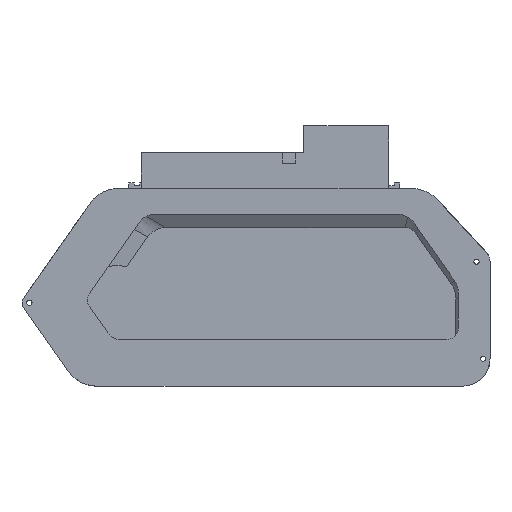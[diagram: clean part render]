
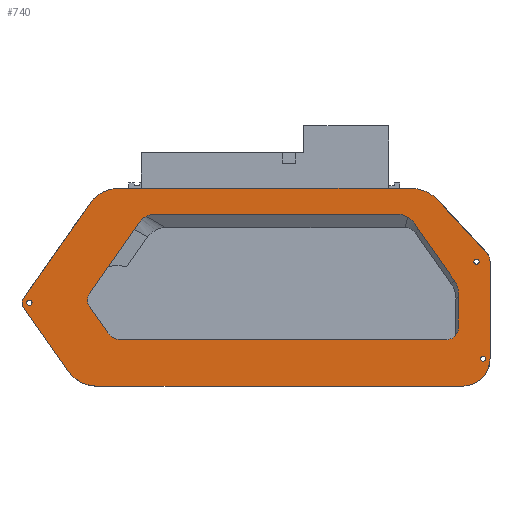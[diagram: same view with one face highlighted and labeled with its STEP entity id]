
A CAD part, front view. The second image highlights one B-rep face of the part: STEP entity #740.
In plain terms, the highlighted planar face has unit normal (0, -1, 0).
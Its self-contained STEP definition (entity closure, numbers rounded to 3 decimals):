
#80 = VERTEX_POINT('',#81);
#81 = CARTESIAN_POINT('',(36.261,-12.6,3.25));
#167 = VERTEX_POINT('',#168);
#168 = CARTESIAN_POINT('',(-30.897,-12.6,3.25));
#174 = EDGE_CURVE('',#80,#167,#175,.T.);
#175 = LINE('',#176,#177);
#176 = CARTESIAN_POINT('',(18.13,-12.6,3.25));
#177 = VECTOR('',#178,1.);
#178 = DIRECTION('',(-1.,0.,0.));
#573 = VERTEX_POINT('',#574);
#574 = CARTESIAN_POINT('',(42.346,-12.6,0.595));
#580 = EDGE_CURVE('',#80,#573,#581,.T.);
#581 = CIRCLE('',#582,8.3);
#582 = AXIS2_PLACEMENT_3D('',#583,#584,#585);
#583 = CARTESIAN_POINT('',(36.261,-12.6,-5.05));
#584 = DIRECTION('',(0.,1.,0.));
#585 = DIRECTION('',(1.,0.,0.));
#740 = ADVANCED_FACE('',(#741,#828,#839,#943,#954),#965,.T.);
#741 = FACE_BOUND('',#742,.T.);
#742 = EDGE_LOOP('',(#743,#752,#760,#769,#777,#786,#794,#803,#811,#820,
    #826,#827));
#743 = ORIENTED_EDGE('',*,*,#744,.F.);
#744 = EDGE_CURVE('',#745,#167,#747,.T.);
#745 = VERTEX_POINT('',#746);
#746 = CARTESIAN_POINT('',(-37.45,-12.6,-0.161));
#747 = CIRCLE('',#748,8.);
#748 = AXIS2_PLACEMENT_3D('',#749,#750,#751);
#749 = CARTESIAN_POINT('',(-30.897,-12.6,-4.75));
#750 = DIRECTION('',(0.,1.,0.));
#751 = DIRECTION('',(1.,0.,0.));
#752 = ORIENTED_EDGE('',*,*,#753,.T.);
#753 = EDGE_CURVE('',#745,#754,#756,.T.);
#754 = VERTEX_POINT('',#755);
#755 = CARTESIAN_POINT('',(-52.773,-12.6,-22.045));
#756 = LINE('',#757,#758);
#757 = CARTESIAN_POINT('',(-31.872,-12.6,7.806));
#758 = VECTOR('',#759,1.);
#759 = DIRECTION('',(-0.574,0.,-0.819));
#760 = ORIENTED_EDGE('',*,*,#761,.F.);
#761 = EDGE_CURVE('',#762,#754,#764,.T.);
#762 = VERTEX_POINT('',#763);
#763 = CARTESIAN_POINT('',(-52.773,-12.6,-23.993));
#764 = CIRCLE('',#765,1.698);
#765 = AXIS2_PLACEMENT_3D('',#766,#767,#768);
#766 = CARTESIAN_POINT('',(-51.383,-12.6,-23.019));
#767 = DIRECTION('',(0.,1.,0.));
#768 = DIRECTION('',(1.,0.,0.));
#769 = ORIENTED_EDGE('',*,*,#770,.T.);
#770 = EDGE_CURVE('',#762,#771,#773,.T.);
#771 = VERTEX_POINT('',#772);
#772 = CARTESIAN_POINT('',(-42.443,-12.6,-38.74));
#773 = LINE('',#774,#775);
#774 = CARTESIAN_POINT('',(-49.105,-12.6,-29.23));
#775 = VECTOR('',#776,1.);
#776 = DIRECTION('',(0.574,0.,-0.819));
#777 = ORIENTED_EDGE('',*,*,#778,.F.);
#778 = EDGE_CURVE('',#779,#771,#781,.T.);
#779 = VERTEX_POINT('',#780);
#780 = CARTESIAN_POINT('',(-35.89,-12.6,-42.15));
#781 = CIRCLE('',#782,8.);
#782 = AXIS2_PLACEMENT_3D('',#783,#784,#785);
#783 = CARTESIAN_POINT('',(-35.89,-12.6,-34.15));
#784 = DIRECTION('',(0.,1.,0.));
#785 = DIRECTION('',(1.,0.,0.));
#786 = ORIENTED_EDGE('',*,*,#787,.T.);
#787 = EDGE_CURVE('',#779,#788,#790,.T.);
#788 = VERTEX_POINT('',#789);
#789 = CARTESIAN_POINT('',(48.07,-12.6,-42.15));
#790 = LINE('',#791,#792);
#791 = CARTESIAN_POINT('',(-17.945,-12.6,-42.15));
#792 = VECTOR('',#793,1.);
#793 = DIRECTION('',(1.,0.,0.));
#794 = ORIENTED_EDGE('',*,*,#795,.F.);
#795 = EDGE_CURVE('',#796,#788,#798,.T.);
#796 = VERTEX_POINT('',#797);
#797 = CARTESIAN_POINT('',(54.37,-12.6,-35.85));
#798 = CIRCLE('',#799,6.3);
#799 = AXIS2_PLACEMENT_3D('',#800,#801,#802);
#800 = CARTESIAN_POINT('',(48.07,-12.6,-35.85));
#801 = DIRECTION('',(0.,1.,0.));
#802 = DIRECTION('',(1.,0.,0.));
#803 = ORIENTED_EDGE('',*,*,#804,.T.);
#804 = EDGE_CURVE('',#796,#805,#807,.T.);
#805 = VERTEX_POINT('',#806);
#806 = CARTESIAN_POINT('',(54.37,-12.6,-13.584));
#807 = LINE('',#808,#809);
#808 = CARTESIAN_POINT('',(54.37,-12.6,-10.538));
#809 = VECTOR('',#810,1.);
#810 = DIRECTION('',(0.,0.,1.));
#811 = ORIENTED_EDGE('',*,*,#812,.F.);
#812 = EDGE_CURVE('',#813,#805,#815,.T.);
#813 = VERTEX_POINT('',#814);
#814 = CARTESIAN_POINT('',(53.543,-12.6,-11.476));
#815 = CIRCLE('',#816,3.1);
#816 = AXIS2_PLACEMENT_3D('',#817,#818,#819);
#817 = CARTESIAN_POINT('',(51.27,-12.6,-13.584));
#818 = DIRECTION('',(0.,1.,0.));
#819 = DIRECTION('',(-1.,0.,0.));
#820 = ORIENTED_EDGE('',*,*,#821,.T.);
#821 = EDGE_CURVE('',#813,#573,#822,.T.);
#822 = LINE('',#823,#824);
#823 = CARTESIAN_POINT('',(38.957,-12.6,4.248));
#824 = VECTOR('',#825,1.);
#825 = DIRECTION('',(-0.68,0.,0.733));
#826 = ORIENTED_EDGE('',*,*,#580,.F.);
#827 = ORIENTED_EDGE('',*,*,#174,.T.);
#828 = FACE_BOUND('',#829,.T.);
#829 = EDGE_LOOP('',(#830));
#830 = ORIENTED_EDGE('',*,*,#831,.T.);
#831 = EDGE_CURVE('',#832,#832,#834,.T.);
#832 = VERTEX_POINT('',#833);
#833 = CARTESIAN_POINT('',(-50.783,-12.6,-23.019));
#834 = CIRCLE('',#835,0.6);
#835 = AXIS2_PLACEMENT_3D('',#836,#837,#838);
#836 = CARTESIAN_POINT('',(-51.383,-12.6,-23.019));
#837 = DIRECTION('',(0.,1.,0.));
#838 = DIRECTION('',(1.,0.,0.));
#839 = FACE_BOUND('',#840,.T.);
#840 = EDGE_LOOP('',(#841,#851,#860,#868,#877,#885,#894,#902,#911,#919,
    #928,#936));
#841 = ORIENTED_EDGE('',*,*,#842,.F.);
#842 = EDGE_CURVE('',#843,#845,#847,.T.);
#843 = VERTEX_POINT('',#844);
#844 = CARTESIAN_POINT('',(32.897,-12.6,-2.638));
#845 = VERTEX_POINT('',#846);
#846 = CARTESIAN_POINT('',(-22.462,-12.6,-2.638));
#847 = LINE('',#848,#849);
#848 = CARTESIAN_POINT('',(32.897,-12.6,-2.638));
#849 = VECTOR('',#850,1.);
#850 = DIRECTION('',(-1.,0.,0.));
#851 = ORIENTED_EDGE('',*,*,#852,.F.);
#852 = EDGE_CURVE('',#853,#843,#855,.T.);
#853 = VERTEX_POINT('',#854);
#854 = CARTESIAN_POINT('',(36.993,-12.6,-4.77));
#855 = CIRCLE('',#856,5.);
#856 = AXIS2_PLACEMENT_3D('',#857,#858,#859);
#857 = CARTESIAN_POINT('',(32.897,-12.6,-7.638));
#858 = DIRECTION('',(0.,-1.,0.));
#859 = DIRECTION('',(1.,0.,0.));
#860 = ORIENTED_EDGE('',*,*,#861,.F.);
#861 = EDGE_CURVE('',#862,#853,#864,.T.);
#862 = VERTEX_POINT('',#863);
#863 = CARTESIAN_POINT('',(46.279,-12.6,-18.033));
#864 = LINE('',#865,#866);
#865 = CARTESIAN_POINT('',(46.279,-12.6,-18.033));
#866 = VECTOR('',#867,1.);
#867 = DIRECTION('',(-0.574,0.,0.819));
#868 = ORIENTED_EDGE('',*,*,#869,.F.);
#869 = EDGE_CURVE('',#870,#862,#872,.T.);
#870 = VERTEX_POINT('',#871);
#871 = CARTESIAN_POINT('',(47.093,-12.6,-20.614));
#872 = CIRCLE('',#873,4.5);
#873 = AXIS2_PLACEMENT_3D('',#874,#875,#876);
#874 = CARTESIAN_POINT('',(42.593,-12.6,-20.614));
#875 = DIRECTION('',(0.,-1.,0.));
#876 = DIRECTION('',(1.,0.,0.));
#877 = ORIENTED_EDGE('',*,*,#878,.F.);
#878 = EDGE_CURVE('',#879,#870,#881,.T.);
#879 = VERTEX_POINT('',#880);
#880 = CARTESIAN_POINT('',(47.093,-12.6,-28.858));
#881 = LINE('',#882,#883);
#882 = CARTESIAN_POINT('',(47.093,-12.6,-28.858));
#883 = VECTOR('',#884,1.);
#884 = DIRECTION('',(0.,0.,1.));
#885 = ORIENTED_EDGE('',*,*,#886,.F.);
#886 = EDGE_CURVE('',#887,#879,#889,.T.);
#887 = VERTEX_POINT('',#888);
#888 = CARTESIAN_POINT('',(44.493,-12.6,-31.458));
#889 = CIRCLE('',#890,2.6);
#890 = AXIS2_PLACEMENT_3D('',#891,#892,#893);
#891 = CARTESIAN_POINT('',(44.493,-12.6,-28.858));
#892 = DIRECTION('',(0.,-1.,0.));
#893 = DIRECTION('',(1.,0.,0.));
#894 = ORIENTED_EDGE('',*,*,#895,.F.);
#895 = EDGE_CURVE('',#896,#887,#898,.T.);
#896 = VERTEX_POINT('',#897);
#897 = CARTESIAN_POINT('',(-30.42,-12.6,-31.458));
#898 = LINE('',#899,#900);
#899 = CARTESIAN_POINT('',(-30.42,-12.6,-31.458));
#900 = VECTOR('',#901,1.);
#901 = DIRECTION('',(1.,0.,0.));
#902 = ORIENTED_EDGE('',*,*,#903,.F.);
#903 = EDGE_CURVE('',#904,#896,#906,.T.);
#904 = VERTEX_POINT('',#905);
#905 = CARTESIAN_POINT('',(-33.368,-12.6,-29.924));
#906 = CIRCLE('',#907,3.6);
#907 = AXIS2_PLACEMENT_3D('',#908,#909,#910);
#908 = CARTESIAN_POINT('',(-30.42,-12.6,-27.858));
#909 = DIRECTION('',(0.,-1.,0.));
#910 = DIRECTION('',(1.,0.,0.));
#911 = ORIENTED_EDGE('',*,*,#912,.F.);
#912 = EDGE_CURVE('',#913,#904,#915,.T.);
#913 = VERTEX_POINT('',#914);
#914 = CARTESIAN_POINT('',(-37.596,-12.6,-23.889));
#915 = LINE('',#916,#917);
#916 = CARTESIAN_POINT('',(-37.596,-12.6,-23.889));
#917 = VECTOR('',#918,1.);
#918 = DIRECTION('',(0.574,0.,-0.819));
#919 = ORIENTED_EDGE('',*,*,#920,.F.);
#920 = EDGE_CURVE('',#921,#913,#923,.T.);
#921 = VERTEX_POINT('',#922);
#922 = CARTESIAN_POINT('',(-37.596,-12.6,-20.906));
#923 = CIRCLE('',#924,2.6);
#924 = AXIS2_PLACEMENT_3D('',#925,#926,#927);
#925 = CARTESIAN_POINT('',(-35.466,-12.6,-22.397));
#926 = DIRECTION('',(0.,-1.,0.));
#927 = DIRECTION('',(1.,0.,0.));
#928 = ORIENTED_EDGE('',*,*,#929,.F.);
#929 = EDGE_CURVE('',#930,#921,#932,.T.);
#930 = VERTEX_POINT('',#931);
#931 = CARTESIAN_POINT('',(-26.148,-12.6,-4.557));
#932 = LINE('',#933,#934);
#933 = CARTESIAN_POINT('',(-26.148,-12.6,-4.557));
#934 = VECTOR('',#935,1.);
#935 = DIRECTION('',(-0.574,0.,-0.819));
#936 = ORIENTED_EDGE('',*,*,#937,.F.);
#937 = EDGE_CURVE('',#845,#930,#938,.T.);
#938 = CIRCLE('',#939,4.5);
#939 = AXIS2_PLACEMENT_3D('',#940,#941,#942);
#940 = CARTESIAN_POINT('',(-22.462,-12.6,-7.138));
#941 = DIRECTION('',(0.,-1.,0.));
#942 = DIRECTION('',(1.,0.,0.));
#943 = FACE_BOUND('',#944,.T.);
#944 = EDGE_LOOP('',(#945));
#945 = ORIENTED_EDGE('',*,*,#946,.T.);
#946 = EDGE_CURVE('',#947,#947,#949,.T.);
#947 = VERTEX_POINT('',#948);
#948 = CARTESIAN_POINT('',(50.67,-12.6,-13.584));
#949 = CIRCLE('',#950,0.6);
#950 = AXIS2_PLACEMENT_3D('',#951,#952,#953);
#951 = CARTESIAN_POINT('',(51.27,-12.6,-13.584));
#952 = DIRECTION('',(0.,1.,0.));
#953 = DIRECTION('',(-1.,0.,0.));
#954 = FACE_BOUND('',#955,.T.);
#955 = EDGE_LOOP('',(#956));
#956 = ORIENTED_EDGE('',*,*,#957,.T.);
#957 = EDGE_CURVE('',#958,#958,#960,.T.);
#958 = VERTEX_POINT('',#959);
#959 = CARTESIAN_POINT('',(53.37,-12.6,-35.85));
#960 = CIRCLE('',#961,0.6);
#961 = AXIS2_PLACEMENT_3D('',#962,#963,#964);
#962 = CARTESIAN_POINT('',(52.77,-12.6,-35.85));
#963 = DIRECTION('',(0.,1.,0.));
#964 = DIRECTION('',(1.,0.,0.));
#965 = PLANE('',#966);
#966 = AXIS2_PLACEMENT_3D('',#967,#968,#969);
#967 = CARTESIAN_POINT('',(3.167,-12.6,-20.563));
#968 = DIRECTION('',(0.,-1.,0.));
#969 = DIRECTION('',(0.,0.,-1.));
